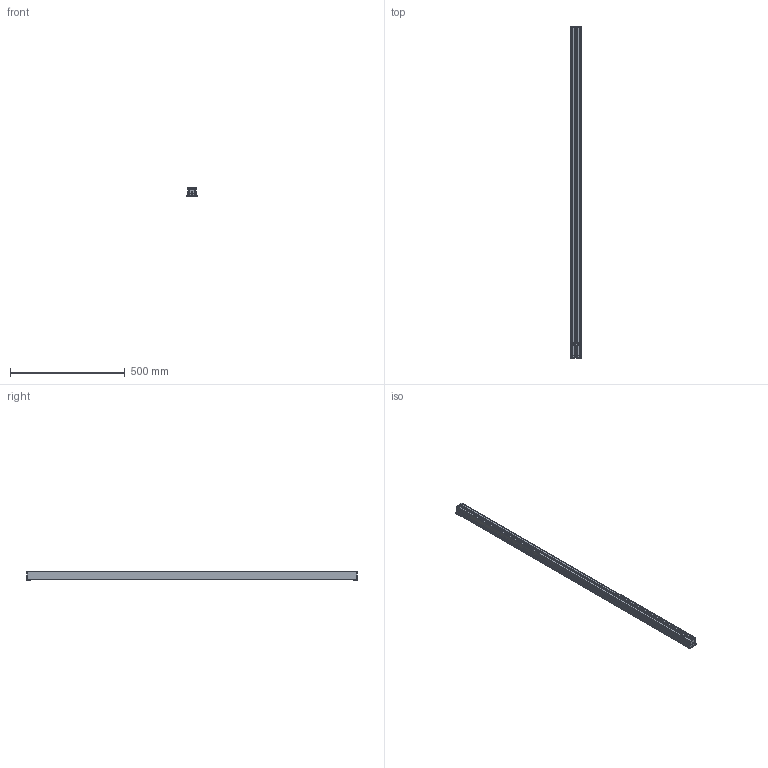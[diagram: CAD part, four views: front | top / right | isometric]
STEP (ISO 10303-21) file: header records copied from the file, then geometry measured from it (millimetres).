
FILE_DESCRIPTION(/* description */ ('This is a sample STEP configuration'),/* implementation_level */ '2;1');
FILE_NAME(/* name */ '577-01404xxxxxxx SIMPLE.ipt_Rev_00.3.stp',/* time_stamp */ '2023-04-26T15:34:37+02:00',/* author */ ('powerJobs'),/* organization */ ('coolOrange'),/* preprocessor_version */ 'ST-DEVELOPER v19.2',/* originating_system */ 'Autodesk Inventor 2023',/* authorisation */ '');
FILE_SCHEMA (('AUTOMOTIVE_DESIGN { 1 0 10303 214 3 1 1 }'));
Length unit declared in the file: millimetre
Products named in the file (1): ENG000019625
Bounding box: 44 x 1446.4 x 37.4 mm (x, y, z)
Volume: 467942.9 mm3; surface area: 648597.2 mm2
Topology: 9 solids, 9 shells, 676 faces, 1782 edges, 1136 vertices
Faces by surface type: cylinder 298, plane 296, bspline 32, torus 28, sphere 12, cone 10
Full cylindrical faces by diameter (mm): 3.5 x2, 4.5 x2, 13.5 x2, 20 x2, 24 x2
Entity records: 21925 total; most frequent: CARTESIAN_POINT 4735, DIRECTION 3702, ORIENTED_EDGE 3564, EDGE_CURVE 1782, AXIS2_PLACEMENT_3D 1303, VERTEX_POINT 1134, LINE 1096, VECTOR 1096
